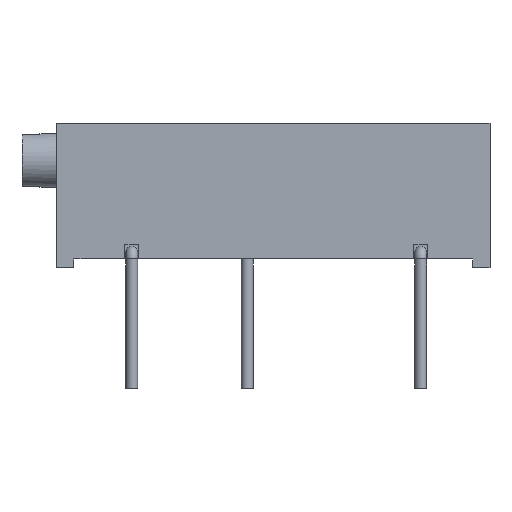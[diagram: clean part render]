
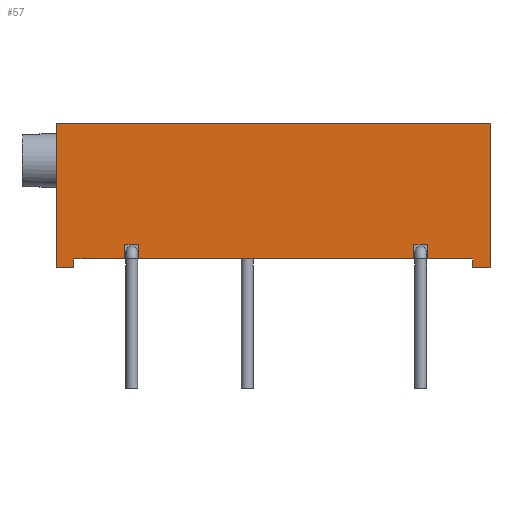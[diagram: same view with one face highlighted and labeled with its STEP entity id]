
A CAD part, front view. The second image highlights one B-rep face of the part: STEP entity #57.
In plain terms, the highlighted planar face has unit normal (0, -1, 0).
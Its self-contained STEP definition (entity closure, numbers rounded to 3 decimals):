
#21 = EDGE_CURVE('',#22,#24,#26,.T.);
#22 = VERTEX_POINT('',#23);
#23 = CARTESIAN_POINT('',(2.29,0.125,0.));
#24 = VERTEX_POINT('',#25);
#25 = CARTESIAN_POINT('',(2.29,0.125,0.38));
#26 = LINE('',#27,#28);
#27 = CARTESIAN_POINT('',(2.29,0.125,0.));
#28 = VECTOR('',#29,1.);
#29 = DIRECTION('',(0.,0.,1.));
#57 = ADVANCED_FACE('',(#58),#179,.T.);
#58 = FACE_BOUND('',#59,.T.);
#59 = EDGE_LOOP('',(#60,#68,#76,#84,#92,#100,#108,#116,#124,#132,#140,
    #148,#156,#164,#172,#178));
#60 = ORIENTED_EDGE('',*,*,#61,.T.);
#61 = EDGE_CURVE('',#22,#62,#64,.T.);
#62 = VERTEX_POINT('',#63);
#63 = CARTESIAN_POINT('',(3.05,0.125,0.));
#64 = LINE('',#65,#66);
#65 = CARTESIAN_POINT('',(2.29,0.125,0.));
#66 = VECTOR('',#67,1.);
#67 = DIRECTION('',(1.,0.,0.));
#68 = ORIENTED_EDGE('',*,*,#69,.T.);
#69 = EDGE_CURVE('',#62,#70,#72,.T.);
#70 = VERTEX_POINT('',#71);
#71 = CARTESIAN_POINT('',(3.05,0.125,6.35));
#72 = LINE('',#73,#74);
#73 = CARTESIAN_POINT('',(3.05,0.125,0.));
#74 = VECTOR('',#75,1.);
#75 = DIRECTION('',(0.,0.,1.));
#76 = ORIENTED_EDGE('',*,*,#77,.F.);
#77 = EDGE_CURVE('',#78,#70,#80,.T.);
#78 = VERTEX_POINT('',#79);
#79 = CARTESIAN_POINT('',(-16.,0.125,6.35));
#80 = LINE('',#81,#82);
#81 = CARTESIAN_POINT('',(2.29,0.125,6.35));
#82 = VECTOR('',#83,1.);
#83 = DIRECTION('',(1.,0.,0.));
#84 = ORIENTED_EDGE('',*,*,#85,.F.);
#85 = EDGE_CURVE('',#86,#78,#88,.T.);
#86 = VERTEX_POINT('',#87);
#87 = CARTESIAN_POINT('',(-16.,0.125,0.));
#88 = LINE('',#89,#90);
#89 = CARTESIAN_POINT('',(-16.,0.125,0.));
#90 = VECTOR('',#91,1.);
#91 = DIRECTION('',(0.,0.,1.));
#92 = ORIENTED_EDGE('',*,*,#93,.T.);
#93 = EDGE_CURVE('',#86,#94,#96,.T.);
#94 = VERTEX_POINT('',#95);
#95 = CARTESIAN_POINT('',(-15.24,0.125,0.));
#96 = LINE('',#97,#98);
#97 = CARTESIAN_POINT('',(-16.,0.125,0.));
#98 = VECTOR('',#99,1.);
#99 = DIRECTION('',(1.,0.,0.));
#100 = ORIENTED_EDGE('',*,*,#101,.T.);
#101 = EDGE_CURVE('',#94,#102,#104,.T.);
#102 = VERTEX_POINT('',#103);
#103 = CARTESIAN_POINT('',(-15.24,0.125,0.38));
#104 = LINE('',#105,#106);
#105 = CARTESIAN_POINT('',(-15.24,0.125,0.));
#106 = VECTOR('',#107,1.);
#107 = DIRECTION('',(0.,0.,1.));
#108 = ORIENTED_EDGE('',*,*,#109,.T.);
#109 = EDGE_CURVE('',#102,#110,#112,.T.);
#110 = VERTEX_POINT('',#111);
#111 = CARTESIAN_POINT('',(-13.,0.125,0.38));
#112 = LINE('',#113,#114);
#113 = CARTESIAN_POINT('',(-16.,0.125,0.38));
#114 = VECTOR('',#115,1.);
#115 = DIRECTION('',(1.,0.,0.));
#116 = ORIENTED_EDGE('',*,*,#117,.T.);
#117 = EDGE_CURVE('',#110,#118,#120,.T.);
#118 = VERTEX_POINT('',#119);
#119 = CARTESIAN_POINT('',(-13.,0.125,1.));
#120 = LINE('',#121,#122);
#121 = CARTESIAN_POINT('',(-13.,0.125,1.63));
#122 = VECTOR('',#123,1.);
#123 = DIRECTION('',(0.,0.,1.));
#124 = ORIENTED_EDGE('',*,*,#125,.F.);
#125 = EDGE_CURVE('',#126,#118,#128,.T.);
#126 = VERTEX_POINT('',#127);
#127 = CARTESIAN_POINT('',(-12.4,0.125,1.));
#128 = LINE('',#129,#130);
#129 = CARTESIAN_POINT('',(-9.738,0.125,1.));
#130 = VECTOR('',#131,1.);
#131 = DIRECTION('',(-1.,0.,0.));
#132 = ORIENTED_EDGE('',*,*,#133,.F.);
#133 = EDGE_CURVE('',#134,#126,#136,.T.);
#134 = VERTEX_POINT('',#135);
#135 = CARTESIAN_POINT('',(-12.4,0.125,0.38));
#136 = LINE('',#137,#138);
#137 = CARTESIAN_POINT('',(-12.4,0.125,1.63));
#138 = VECTOR('',#139,1.);
#139 = DIRECTION('',(0.,0.,1.));
#140 = ORIENTED_EDGE('',*,*,#141,.T.);
#141 = EDGE_CURVE('',#134,#142,#144,.T.);
#142 = VERTEX_POINT('',#143);
#143 = CARTESIAN_POINT('',(-0.3,0.125,0.38));
#144 = LINE('',#145,#146);
#145 = CARTESIAN_POINT('',(-16.,0.125,0.38));
#146 = VECTOR('',#147,1.);
#147 = DIRECTION('',(1.,0.,0.));
#148 = ORIENTED_EDGE('',*,*,#149,.T.);
#149 = EDGE_CURVE('',#142,#150,#152,.T.);
#150 = VERTEX_POINT('',#151);
#151 = CARTESIAN_POINT('',(-0.3,0.125,1.));
#152 = LINE('',#153,#154);
#153 = CARTESIAN_POINT('',(-0.3,0.125,1.63));
#154 = VECTOR('',#155,1.);
#155 = DIRECTION('',(0.,0.,1.));
#156 = ORIENTED_EDGE('',*,*,#157,.F.);
#157 = EDGE_CURVE('',#158,#150,#160,.T.);
#158 = VERTEX_POINT('',#159);
#159 = CARTESIAN_POINT('',(0.3,0.125,1.));
#160 = LINE('',#161,#162);
#161 = CARTESIAN_POINT('',(-3.388,0.125,1.));
#162 = VECTOR('',#163,1.);
#163 = DIRECTION('',(-1.,0.,0.));
#164 = ORIENTED_EDGE('',*,*,#165,.F.);
#165 = EDGE_CURVE('',#166,#158,#168,.T.);
#166 = VERTEX_POINT('',#167);
#167 = CARTESIAN_POINT('',(0.3,0.125,0.38));
#168 = LINE('',#169,#170);
#169 = CARTESIAN_POINT('',(0.3,0.125,1.63));
#170 = VECTOR('',#171,1.);
#171 = DIRECTION('',(0.,0.,1.));
#172 = ORIENTED_EDGE('',*,*,#173,.T.);
#173 = EDGE_CURVE('',#166,#24,#174,.T.);
#174 = LINE('',#175,#176);
#175 = CARTESIAN_POINT('',(-16.,0.125,0.38));
#176 = VECTOR('',#177,1.);
#177 = DIRECTION('',(1.,0.,0.));
#178 = ORIENTED_EDGE('',*,*,#21,.F.);
#179 = PLANE('',#180);
#180 = AXIS2_PLACEMENT_3D('',#181,#182,#183);
#181 = CARTESIAN_POINT('',(-6.475,0.125,3.26));
#182 = DIRECTION('',(-0.,-1.,-0.));
#183 = DIRECTION('',(0.,0.,-1.));
